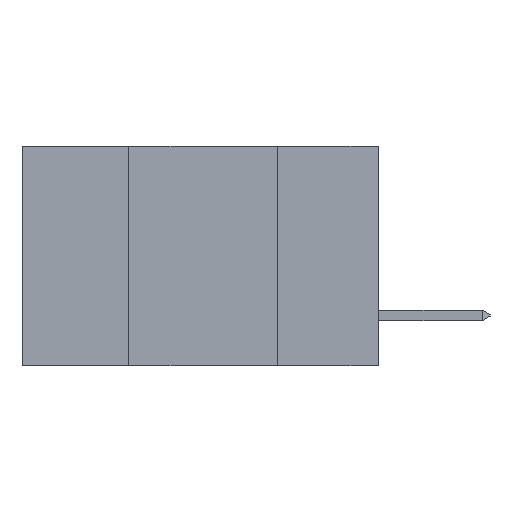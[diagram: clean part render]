
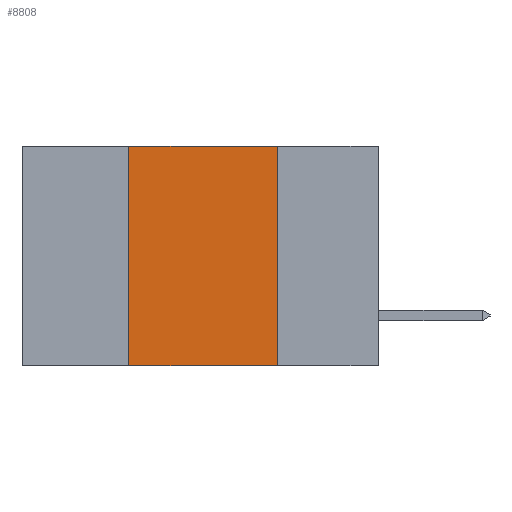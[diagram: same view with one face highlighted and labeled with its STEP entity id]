
A CAD part, left-side view. The second image highlights one B-rep face of the part: STEP entity #8808.
In plain terms, the highlighted planar face has unit normal (-1, 0, 0).
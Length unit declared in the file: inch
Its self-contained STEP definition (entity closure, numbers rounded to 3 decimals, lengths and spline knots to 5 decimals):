
#361 = ORIENTED_EDGE ( 'NONE', *, *, #8664, .F. ) ;
#498 = ORIENTED_EDGE ( 'NONE', *, *, #13070, .T. ) ;
#808 = ORIENTED_EDGE ( 'NONE', *, *, #2702, .F. ) ;
#915 = VECTOR ( 'NONE', #7231, 39.37008 ) ;
#2201 = CARTESIAN_POINT ( 'NONE',  ( 0., 0.6, -0.37 ) ) ;
#2337 = VERTEX_POINT ( 'NONE', #11976 ) ;
#2477 = PLANE ( 'NONE',  #11824 ) ;
#2702 = EDGE_CURVE ( 'NONE', #2337, #3576, #9038, .T. ) ;
#3082 = EDGE_LOOP ( 'NONE', ( #361, #808, #17369, #498 ) ) ;
#3511 = VERTEX_POINT ( 'NONE', #3909 ) ;
#3576 = VERTEX_POINT ( 'NONE', #14500 ) ;
#3735 = CARTESIAN_POINT ( 'NONE',  ( 0., 0.6, 0. ) ) ;
#3909 = CARTESIAN_POINT ( 'NONE',  ( 0., 0.17, -0.37 ) ) ;
#3949 = DIRECTION ( 'NONE',  ( 1., 0., 0. ) ) ;
#3970 = DIRECTION ( 'NONE',  ( 0., -1., 0. ) ) ;
#5080 = CARTESIAN_POINT ( 'NONE',  ( 0., 0.17, 0. ) ) ;
#5863 = VERTEX_POINT ( 'NONE', #11853 ) ;
#5979 = VECTOR ( 'NONE', #12254, 39.37008 ) ;
#7231 = DIRECTION ( 'NONE',  ( 0., 0., 1. ) ) ;
#8664 = EDGE_CURVE ( 'NONE', #3576, #3511, #14007, .T. ) ;
#8808 = ADVANCED_FACE ( 'NONE', ( #18481 ), #2477, .F. ) ;
#9038 = LINE ( 'NONE', #3735, #13260 ) ;
#10993 = CARTESIAN_POINT ( 'NONE',  ( 0., 0.6, 0. ) ) ;
#11824 = AXIS2_PLACEMENT_3D ( 'NONE', #10993, #3949, #14019 ) ;
#11853 = CARTESIAN_POINT ( 'NONE',  ( 0., 0.42, -0.37 ) ) ;
#11976 = CARTESIAN_POINT ( 'NONE',  ( 0., 0.42, 0. ) ) ;
#12254 = DIRECTION ( 'NONE',  ( 0., 0., -1. ) ) ;
#13070 = EDGE_CURVE ( 'NONE', #5863, #3511, #17241, .T. ) ;
#13260 = VECTOR ( 'NONE', #3970, 39.37008 ) ;
#13735 = DIRECTION ( 'NONE',  ( 0., -1., 0. ) ) ;
#14007 = LINE ( 'NONE', #5080, #5979 ) ;
#14019 = DIRECTION ( 'NONE',  ( 0., 0., -1. ) ) ;
#14306 = CARTESIAN_POINT ( 'NONE',  ( 0., 0.42, 0. ) ) ;
#14500 = CARTESIAN_POINT ( 'NONE',  ( 0., 0.17, 0. ) ) ;
#16205 = LINE ( 'NONE', #14306, #915 ) ;
#16797 = VECTOR ( 'NONE', #13735, 39.37008 ) ;
#17241 = LINE ( 'NONE', #2201, #16797 ) ;
#17369 = ORIENTED_EDGE ( 'NONE', *, *, #18223, .F. ) ;
#18223 = EDGE_CURVE ( 'NONE', #5863, #2337, #16205, .T. ) ;
#18481 = FACE_OUTER_BOUND ( 'NONE', #3082, .T. ) ;
